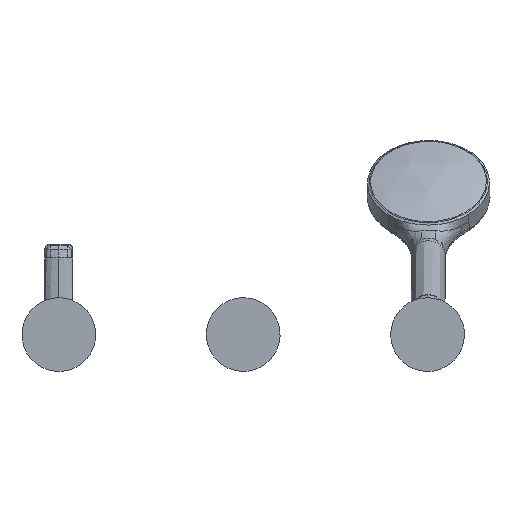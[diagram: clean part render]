
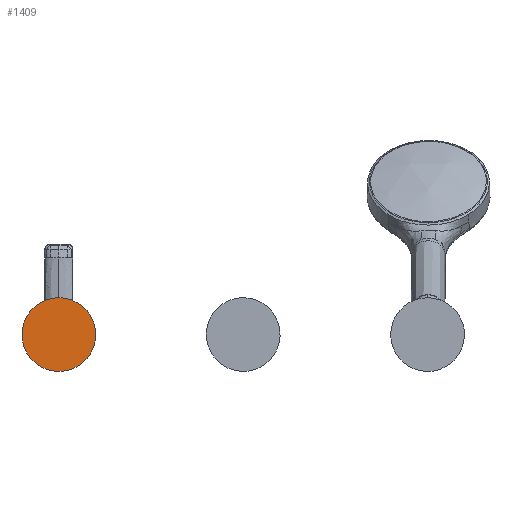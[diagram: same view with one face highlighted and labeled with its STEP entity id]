
A CAD part, front view. The second image highlights one B-rep face of the part: STEP entity #1409.
In plain terms, the highlighted planar face has unit normal (0, -1, 0).
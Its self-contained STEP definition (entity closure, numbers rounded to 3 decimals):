
#240 = AXIS2_PLACEMENT_3D ( 'NONE', #12900, #1685, #5810 ) ;
#296 = DIRECTION ( 'NONE',  ( 0., 0., 1. ) ) ;
#529 = CARTESIAN_POINT ( 'NONE',  ( -143.184, 0., -15.682 ) ) ;
#1409 = ADVANCED_FACE ( 'NONE', ( #2971 ), #6350, .F. ) ;
#1543 = ORIENTED_EDGE ( 'NONE', *, *, #8309, .T. ) ;
#1685 = DIRECTION ( 'NONE',  ( 0., -1., 0. ) ) ;
#2265 = AXIS2_PLACEMENT_3D ( 'NONE', #3169, #6219, #4197 ) ;
#2971 = FACE_OUTER_BOUND ( 'NONE', #9161, .T. ) ;
#3169 = CARTESIAN_POINT ( 'NONE',  ( -179.184, 0., -15.682 ) ) ;
#3297 = CARTESIAN_POINT ( 'NONE',  ( -179.184, 0., -15.682 ) ) ;
#4100 = VERTEX_POINT ( 'NONE', #8196 ) ;
#4197 = DIRECTION ( 'NONE',  ( 0., 0., 1. ) ) ;
#5786 = ORIENTED_EDGE ( 'NONE', *, *, #6302, .T. ) ;
#5810 = DIRECTION ( 'NONE',  ( 0., 0., 1. ) ) ;
#6219 = DIRECTION ( 'NONE',  ( 0., 1., 0. ) ) ;
#6302 = EDGE_CURVE ( 'NONE', #4100, #10929, #8660, .T. ) ;
#6350 = PLANE ( 'NONE',  #2265 ) ;
#6684 = AXIS2_PLACEMENT_3D ( 'NONE', #3297, #10331, #296 ) ;
#8196 = CARTESIAN_POINT ( 'NONE',  ( -215.184, 0., -15.682 ) ) ;
#8309 = EDGE_CURVE ( 'NONE', #10929, #4100, #12973, .T. ) ;
#8660 = CIRCLE ( 'NONE', #240, 36. ) ;
#9161 = EDGE_LOOP ( 'NONE', ( #1543, #5786 ) ) ;
#10331 = DIRECTION ( 'NONE',  ( 0., -1., 0. ) ) ;
#10929 = VERTEX_POINT ( 'NONE', #529 ) ;
#12900 = CARTESIAN_POINT ( 'NONE',  ( -179.184, 0., -15.682 ) ) ;
#12973 = CIRCLE ( 'NONE', #6684, 36. ) ;
